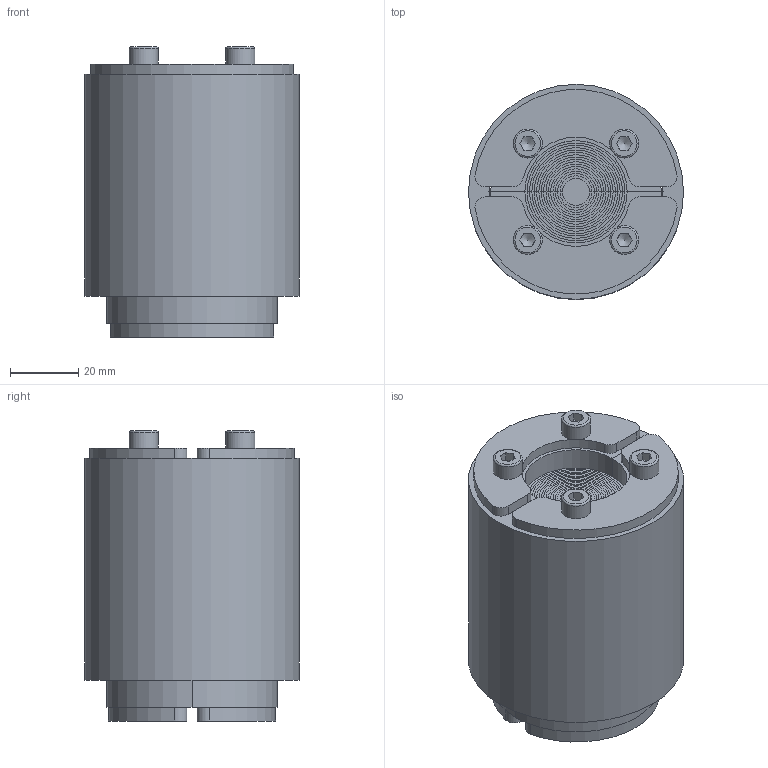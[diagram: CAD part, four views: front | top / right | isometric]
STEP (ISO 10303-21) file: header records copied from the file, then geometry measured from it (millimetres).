
FILE_DESCRIPTION((''),'2;1');
FILE_NAME('RS50WEX.stp','2014-03-15T21:53:37',('se-milkar'),(''),'Autodesk Inventor 2013','Autodesk Inventor 2013','');
FILE_SCHEMA(('AUTOMOTIVE_DESIGN { 1 2 10303 214 0 1 1 1 }'));
Length unit declared in the file: millimetre
Products named in the file (9): RS50WEX; SLRS50; RS50; 100-004995; FRONT FITTING RS50 EX; ISO 4762 M5 x 50; 100-004887; RF RS50; REAR RS50
Assembly tree (15 placements, depth 3):
  RS50WEX
    SLRS50
    RS50
      100-004995
      FRONT FITTING RS50 EX  x2
      ISO 4762 M5 x 50  x4
      100-004887  x2
      RF RS50  x2
      REAR RS50  x2
Bounding box: 63 x 63 x 85 mm (x, y, z)
Volume: 212412.2 mm3; surface area: 186079.2 mm2
Topology: 44 solids, 44 shells, 323 faces, 678 edges, 447 vertices
Faces by surface type: plane 192, cylinder 115, torus 8, cone 8
Full cylindrical faces by diameter (mm): 5 x16, 8 x1, 8.5 x4, 51 x1, 63 x1
Entity records: 4465 total; most frequent: DIRECTION 754, CARTESIAN_POINT 686, ORIENTED_EDGE 590, EDGE_CURVE 295, AXIS2_PLACEMENT_3D 291, VERTEX_POINT 205, EDGE_LOOP 180, VECTOR 172
